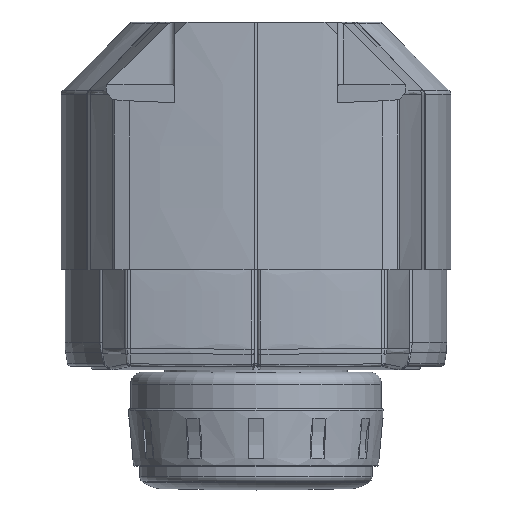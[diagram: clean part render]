
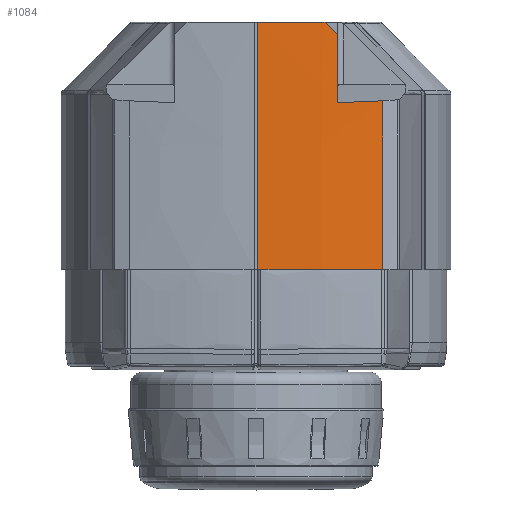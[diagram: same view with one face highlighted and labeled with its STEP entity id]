
A CAD part, front view. The second image highlights one B-rep face of the part: STEP entity #1084.
In plain terms, the highlighted face is a extrusion surface.
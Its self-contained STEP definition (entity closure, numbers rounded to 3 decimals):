
#771=SURFACE_OF_LINEAR_EXTRUSION('',#6864,#2688);
#1084=ADVANCED_FACE('',(#1612),#771,.T.);
#1612=FACE_OUTER_BOUND('',#2064,.T.);
#2064=EDGE_LOOP('',(#3914,#3915,#3916,#3917,#3918,#3919,#3920));
#2434=LINE('',#13985,#2684);
#2435=LINE('',#13991,#2686);
#2436=LINE('',#13993,#2687);
#2684=VECTOR('',#8272,1.);
#2686=VECTOR('',#8274,1.);
#2687=VECTOR('',#8275,1.);
#2688=VECTOR('',#8276,1.);
#3914=ORIENTED_EDGE('',*,*,#6124,.F.);
#3915=ORIENTED_EDGE('',*,*,#6001,.T.);
#3916=ORIENTED_EDGE('',*,*,#5997,.T.);
#3917=ORIENTED_EDGE('',*,*,#6125,.T.);
#3918=ORIENTED_EDGE('',*,*,#6126,.F.);
#3919=ORIENTED_EDGE('',*,*,#6123,.F.);
#3920=ORIENTED_EDGE('',*,*,#6127,.F.);
#5170=VERTEX_POINT('',#13182);
#5171=VERTEX_POINT('',#13190);
#5173=VERTEX_POINT('',#13202);
#5278=VERTEX_POINT('',#13971);
#5280=VERTEX_POINT('',#13984);
#5281=VERTEX_POINT('',#13992);
#5282=VERTEX_POINT('',#13994);
#5997=EDGE_CURVE('',#5171,#5170,#6802,.T.);
#6001=EDGE_CURVE('',#5173,#5171,#6805,.T.);
#6123=EDGE_CURVE('',#5280,#5278,#2434,.T.);
#6124=EDGE_CURVE('',#5173,#5281,#2435,.T.);
#6125=EDGE_CURVE('',#5170,#5282,#2436,.T.);
#6126=EDGE_CURVE('',#5278,#5282,#6862,.T.);
#6127=EDGE_CURVE('',#5281,#5280,#6863,.T.);
#6802=B_SPLINE_CURVE_WITH_KNOTS('',3,(#13183,#13184,#13185,#13186,#13187,
#13188,#13189),.UNSPECIFIED.,.F.,.F.,(4,1,1,1,4),(0.,0.25,0.5,0.75,1.),.UNSPECIFIED.);
#6805=B_SPLINE_CURVE_WITH_KNOTS('',3,(#13203,#13204,#13205,#13206),.UNSPECIFIED.,
 .F.,.F.,(4,4),(0.,1.),.UNSPECIFIED.);
#6862=B_SPLINE_CURVE_WITH_KNOTS('',3,(#13995,#13996,#13997,#13998,#13999,
#14000,#14001),.UNSPECIFIED.,.F.,.F.,(4,1,1,1,4),(0.,0.25,0.5,0.75,1.),.UNSPECIFIED.);
#6863=B_SPLINE_CURVE_WITH_KNOTS('',3,(#14002,#14003,#14004,#14005),.UNSPECIFIED.,
 .F.,.F.,(4,4),(0.,1.),.UNSPECIFIED.);
#6864=B_SPLINE_CURVE_WITH_KNOTS('',3,(#14006,#14007,#14008,#14009,#14010,
#14011,#14012),.UNSPECIFIED.,.F.,.F.,(4,1,1,1,4),(0.,0.25,0.5,0.75,1.),.UNSPECIFIED.);
#8272=DIRECTION('',(0.,0.,-1.));
#8274=DIRECTION('',(0.,0.,-1.));
#8275=DIRECTION('',(0.,0.,-1.));
#8276=DIRECTION('',(0.,0.,-1.));
#13182=CARTESIAN_POINT('',(131.516,36.522,39.2));
#13183=CARTESIAN_POINT('',(151.983,38.863,39.2));
#13184=CARTESIAN_POINT('',(150.301,38.514,39.2));
#13185=CARTESIAN_POINT('',(146.924,37.88,39.2));
#13186=CARTESIAN_POINT('',(141.825,37.139,39.2));
#13187=CARTESIAN_POINT('',(136.682,36.657,39.2));
#13188=CARTESIAN_POINT('',(133.238,36.532,39.2));
#13189=CARTESIAN_POINT('',(131.516,36.522,39.2));
#13190=CARTESIAN_POINT('',(142.353,37.247,39.2));
#13202=CARTESIAN_POINT('',(144.516,37.539,37.144));
#13203=CARTESIAN_POINT('',(144.515,37.54,37.144));
#13204=CARTESIAN_POINT('',(143.792,37.435,37.831));
#13205=CARTESIAN_POINT('',(143.071,37.337,38.516));
#13206=CARTESIAN_POINT('',(142.353,37.247,39.2));
#13971=CARTESIAN_POINT('',(151.983,38.863,-1.4));
#13984=CARTESIAN_POINT('',(151.983,38.863,26.285));
#13985=CARTESIAN_POINT('',(151.983,38.863,39.2));
#13991=CARTESIAN_POINT('',(144.516,37.54,39.2));
#13992=CARTESIAN_POINT('',(144.516,37.54,25.977));
#13993=CARTESIAN_POINT('',(131.516,36.522,39.2));
#13994=CARTESIAN_POINT('',(131.516,36.522,-1.4));
#13995=CARTESIAN_POINT('',(151.983,38.863,-1.4));
#13996=CARTESIAN_POINT('',(150.301,38.514,-1.4));
#13997=CARTESIAN_POINT('',(146.924,37.88,-1.4));
#13998=CARTESIAN_POINT('',(141.825,37.139,-1.4));
#13999=CARTESIAN_POINT('',(136.682,36.657,-1.4));
#14000=CARTESIAN_POINT('',(133.238,36.532,-1.4));
#14001=CARTESIAN_POINT('',(131.516,36.522,-1.4));
#14002=CARTESIAN_POINT('',(144.516,37.54,25.977));
#14003=CARTESIAN_POINT('',(147.018,37.904,26.062));
#14004=CARTESIAN_POINT('',(149.508,38.35,26.166));
#14005=CARTESIAN_POINT('',(151.983,38.863,26.285));
#14006=CARTESIAN_POINT('',(151.983,38.863,39.2));
#14007=CARTESIAN_POINT('',(150.301,38.514,39.2));
#14008=CARTESIAN_POINT('',(146.924,37.88,39.2));
#14009=CARTESIAN_POINT('',(141.825,37.139,39.2));
#14010=CARTESIAN_POINT('',(136.682,36.657,39.2));
#14011=CARTESIAN_POINT('',(133.238,36.532,39.2));
#14012=CARTESIAN_POINT('',(131.516,36.522,39.2));
